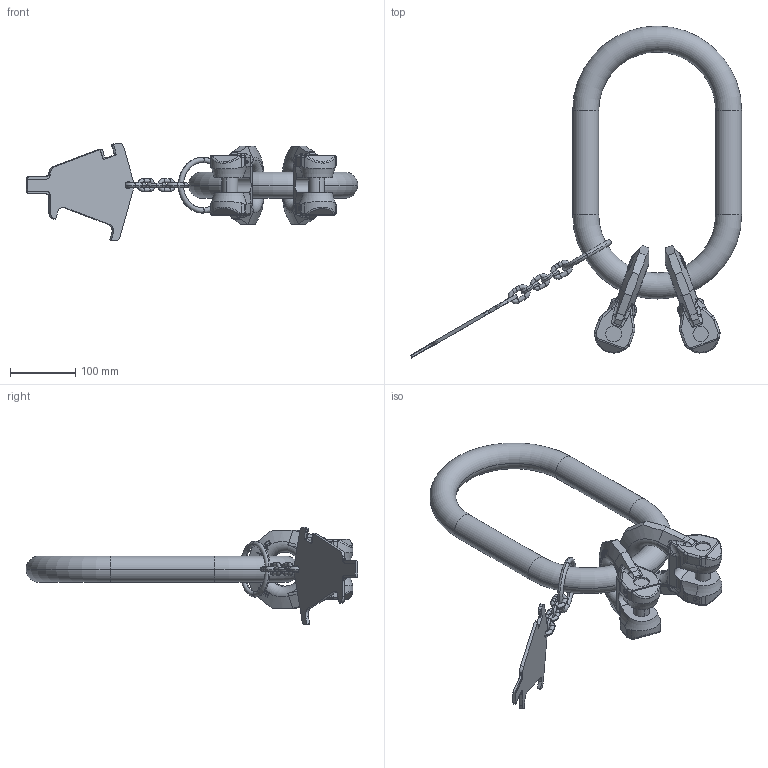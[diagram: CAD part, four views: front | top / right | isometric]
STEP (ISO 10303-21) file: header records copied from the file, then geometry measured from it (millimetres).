
FILE_DESCRIPTION((''),'2;1');
FILE_NAME('001-M31180-P-6_ASM','2014-10-14T',('Andreas.Wendler'),(''),'PRO/ENGINEER BY PARAMETRIC TECHNOLOGY CORPORATION, 2010140','PRO/ENGINEER BY PARAMETRIC TECHNOLOGY CORPORATION, 2010140','');
FILE_SCHEMA(('CONFIG_CONTROL_DESIGN'));
Length unit declared in the file: millimetre
Products named in the file (9): 001-M31163-P-6; 001-M31128-V04; 001-M31560-P-1; 001-M31129-P-2; 001-M31182-001; 001-M31182-003_ASM; 001-M31560-P-1_ASM; 001-M31104-P-1; 001-M31180-P-6_ASM
Assembly tree (12 placements, depth 4):
  001-M31180-P-6_ASM
    001-M31163-P-6
    001-M31128-V04
    001-M31560-P-1_ASM
      001-M31560-P-1
      001-M31129-P-2  x2
      001-M31182-003_ASM
        001-M31182-001  x3
    001-M31104-P-1  x2
Bounding box: 509.7 x 510.67 x 150.71 mm (x, y, z)
Volume: 2220021.7 mm3; surface area: 274198.1 mm2
Topology: 10 solids, 10 shells, 1153 faces, 3085 edges, 1958 vertices
Faces by surface type: plane 664, cylinder 209, bspline 136, torus 78, cone 50, sphere 16
Entity records: 22660 total; most frequent: CARTESIAN_POINT 8703, ORIENTED_EDGE 3268, DIRECTION 2339, EDGE_CURVE 1634, VERTEX_POINT 1039, AXIS2_PLACEMENT_3D 883, B_SPLINE_CURVE_WITH_KNOTS 747, EDGE_LOOP 623
